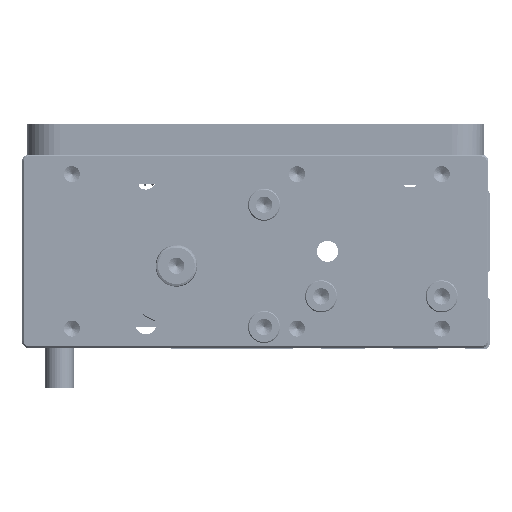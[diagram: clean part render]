
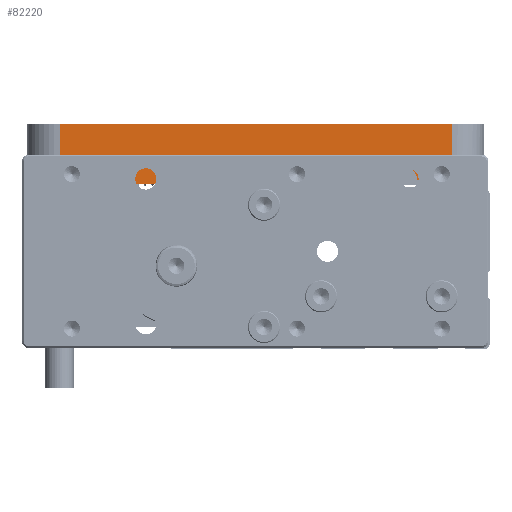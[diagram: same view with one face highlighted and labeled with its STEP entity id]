
A CAD part, left-side view. The second image highlights one B-rep face of the part: STEP entity #82220.
In plain terms, the highlighted face is planar.
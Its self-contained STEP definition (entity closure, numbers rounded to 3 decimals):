
#591 = DIRECTION ( 'NONE',  ( 0., 0., 1. ) ) ;
#1778 = ORIENTED_EDGE ( 'NONE', *, *, #103240, .F. ) ;
#5644 = CARTESIAN_POINT ( 'NONE',  ( 75.5, 19.5, 18.5 ) ) ;
#7690 = EDGE_CURVE ( 'NONE', #84268, #68321, #113150, .T. ) ;
#8671 = CARTESIAN_POINT ( 'NONE',  ( 75.5, -51.3, 20.8 ) ) ;
#10698 = CARTESIAN_POINT ( 'NONE',  ( 75.5, -55.3, 20.8 ) ) ;
#10957 = CARTESIAN_POINT ( 'NONE',  ( 75.5, -51.3, 15.5 ) ) ;
#12098 = DIRECTION ( 'NONE',  ( 0., 0., -1. ) ) ;
#12181 = CARTESIAN_POINT ( 'NONE',  ( 75.5, -55.3, 15.5 ) ) ;
#12366 = CARTESIAN_POINT ( 'NONE',  ( 75.5, -92., 19. ) ) ;
#12692 = LINE ( 'NONE', #114725, #43376 ) ;
#20322 = LINE ( 'NONE', #58044, #41592 ) ;
#21119 = ORIENTED_EDGE ( 'NONE', *, *, #120616, .T. ) ;
#22668 = LINE ( 'NONE', #12181, #80343 ) ;
#25158 = CARTESIAN_POINT ( 'NONE',  ( 75.5, -76., 19. ) ) ;
#27729 = DIRECTION ( 'NONE',  ( 0., -1., 0. ) ) ;
#28258 = ORIENTED_EDGE ( 'NONE', *, *, #86142, .F. ) ;
#28325 = PLANE ( 'NONE',  #32990 ) ;
#28550 = VECTOR ( 'NONE', #104612, 1000. ) ;
#28886 = ORIENTED_EDGE ( 'NONE', *, *, #63238, .F. ) ;
#29126 = DIRECTION ( 'NONE',  ( 0., 0., -1. ) ) ;
#30573 = CARTESIAN_POINT ( 'NONE',  ( 75.5, -102.5, 23. ) ) ;
#31138 = VECTOR ( 'NONE', #29126, 1000. ) ;
#32512 = EDGE_CURVE ( 'NONE', #75796, #88582, #112952, .T. ) ;
#32990 = AXIS2_PLACEMENT_3D ( 'NONE', #111803, #94534, #27729 ) ;
#33397 = CARTESIAN_POINT ( 'NONE',  ( 75.5, -101., 19. ) ) ;
#33599 = VERTEX_POINT ( 'NONE', #30573 ) ;
#34650 = CARTESIAN_POINT ( 'NONE',  ( 75.5, -51.3, 18.5 ) ) ;
#34838 = VERTEX_POINT ( 'NONE', #74278 ) ;
#35614 = DIRECTION ( 'NONE',  ( 1., 0., 0. ) ) ;
#37570 = VECTOR ( 'NONE', #73479, 1000. ) ;
#38403 = LINE ( 'NONE', #57611, #28550 ) ;
#38959 = EDGE_CURVE ( 'NONE', #68321, #81332, #67799, .T. ) ;
#39173 = EDGE_CURVE ( 'NONE', #33599, #81852, #38403, .T. ) ;
#39265 = VECTOR ( 'NONE', #101795, 1000. ) ;
#41592 = VECTOR ( 'NONE', #106862, 1000. ) ;
#42935 = EDGE_CURVE ( 'NONE', #45456, #34838, #78155, .T. ) ;
#43376 = VECTOR ( 'NONE', #12098, 1000. ) ;
#45456 = VERTEX_POINT ( 'NONE', #102618 ) ;
#46665 = ORIENTED_EDGE ( 'NONE', *, *, #39173, .F. ) ;
#46815 = DIRECTION ( 'NONE',  ( 0., 1., 0. ) ) ;
#54289 = CARTESIAN_POINT ( 'NONE',  ( 75.5, 29.5, 0. ) ) ;
#55426 = LINE ( 'NONE', #63515, #39265 ) ;
#56309 = CARTESIAN_POINT ( 'NONE',  ( 75.5, -101., 23. ) ) ;
#57611 = CARTESIAN_POINT ( 'NONE',  ( 75.5, 0., 23. ) ) ;
#57774 = EDGE_LOOP ( 'NONE', ( #28886, #28258, #100436, #46665, #21119, #81506, #62212, #85686, #62838, #1778, #112854, #68162 ) ) ;
#58044 = CARTESIAN_POINT ( 'NONE',  ( 75.5, 29.5, 19. ) ) ;
#61261 = DIRECTION ( 'NONE',  ( 0., 1., 0. ) ) ;
#62212 = ORIENTED_EDGE ( 'NONE', *, *, #119332, .T. ) ;
#62280 = DIRECTION ( 'NONE',  ( 0., -1., 0. ) ) ;
#62838 = ORIENTED_EDGE ( 'NONE', *, *, #7690, .F. ) ;
#63238 = EDGE_CURVE ( 'NONE', #80047, #98003, #114671, .T. ) ;
#63515 = CARTESIAN_POINT ( 'NONE',  ( 75.5, 19.5, 19. ) ) ;
#63812 = VECTOR ( 'NONE', #591, 1000. ) ;
#67216 = CARTESIAN_POINT ( 'NONE',  ( 75.5, -51.3, 18.5 ) ) ;
#67799 = LINE ( 'NONE', #67216, #73951 ) ;
#68162 = ORIENTED_EDGE ( 'NONE', *, *, #95635, .F. ) ;
#68321 = VERTEX_POINT ( 'NONE', #34650 ) ;
#68697 = CARTESIAN_POINT ( 'NONE',  ( 75.5, 29.5, 19. ) ) ;
#68866 = DIRECTION ( 'NONE',  ( 0., 0., -1. ) ) ;
#73479 = DIRECTION ( 'NONE',  ( 0., 1., 0. ) ) ;
#73951 = VECTOR ( 'NONE', #46815, 1000. ) ;
#74278 = CARTESIAN_POINT ( 'NONE',  ( 75.5, -55.3, 15.5 ) ) ;
#75796 = VERTEX_POINT ( 'NONE', #93100 ) ;
#76170 = LINE ( 'NONE', #113812, #31138 ) ;
#78155 = LINE ( 'NONE', #10698, #106607 ) ;
#80047 = VERTEX_POINT ( 'NONE', #12366 ) ;
#80343 = VECTOR ( 'NONE', #116673, 1000. ) ;
#80434 = LINE ( 'NONE', #68697, #119563 ) ;
#81332 = VERTEX_POINT ( 'NONE', #5644 ) ;
#81471 = CARTESIAN_POINT ( 'NONE',  ( 75.5, -84., 19. ) ) ;
#81506 = ORIENTED_EDGE ( 'NONE', *, *, #32512, .T. ) ;
#81852 = VERTEX_POINT ( 'NONE', #56309 ) ;
#82220 = ADVANCED_FACE ( 'NONE', ( #112413 ), #28325, .F. ) ;
#84268 = VERTEX_POINT ( 'NONE', #10957 ) ;
#85686 = ORIENTED_EDGE ( 'NONE', *, *, #38959, .F. ) ;
#86142 = EDGE_CURVE ( 'NONE', #121207, #80047, #20322, .T. ) ;
#88582 = VERTEX_POINT ( 'NONE', #118729 ) ;
#93100 = CARTESIAN_POINT ( 'NONE',  ( 75.5, -102.5, 0. ) ) ;
#94534 = DIRECTION ( 'NONE',  ( -1., 0., 0. ) ) ;
#95047 = AXIS2_PLACEMENT_3D ( 'NONE', #81471, #35614, #62280 ) ;
#95635 = EDGE_CURVE ( 'NONE', #98003, #45456, #80434, .T. ) ;
#98003 = VERTEX_POINT ( 'NONE', #25158 ) ;
#100436 = ORIENTED_EDGE ( 'NONE', *, *, #118744, .F. ) ;
#101795 = DIRECTION ( 'NONE',  ( 0., 0., 1. ) ) ;
#102618 = CARTESIAN_POINT ( 'NONE',  ( 75.5, -55.3, 19. ) ) ;
#103240 = EDGE_CURVE ( 'NONE', #34838, #84268, #22668, .T. ) ;
#104612 = DIRECTION ( 'NONE',  ( 0., 1., 0. ) ) ;
#106607 = VECTOR ( 'NONE', #68866, 1000. ) ;
#106862 = DIRECTION ( 'NONE',  ( 0., 1., 0. ) ) ;
#111803 = CARTESIAN_POINT ( 'NONE',  ( 75.5, 29.5, 19. ) ) ;
#112413 = FACE_OUTER_BOUND ( 'NONE', #57774, .T. ) ;
#112854 = ORIENTED_EDGE ( 'NONE', *, *, #42935, .F. ) ;
#112952 = LINE ( 'NONE', #54289, #37570 ) ;
#113150 = LINE ( 'NONE', #8671, #63812 ) ;
#113812 = CARTESIAN_POINT ( 'NONE',  ( 75.5, -101., 23. ) ) ;
#114671 = CIRCLE ( 'NONE', #95047, 8. ) ;
#114725 = CARTESIAN_POINT ( 'NONE',  ( 75.5, -102.5, 19. ) ) ;
#116673 = DIRECTION ( 'NONE',  ( 0., 1., 0. ) ) ;
#118729 = CARTESIAN_POINT ( 'NONE',  ( 75.5, 19.5, 0. ) ) ;
#118744 = EDGE_CURVE ( 'NONE', #81852, #121207, #76170, .T. ) ;
#119332 = EDGE_CURVE ( 'NONE', #88582, #81332, #55426, .T. ) ;
#119563 = VECTOR ( 'NONE', #61261, 1000. ) ;
#120616 = EDGE_CURVE ( 'NONE', #33599, #75796, #12692, .T. ) ;
#121207 = VERTEX_POINT ( 'NONE', #33397 ) ;
